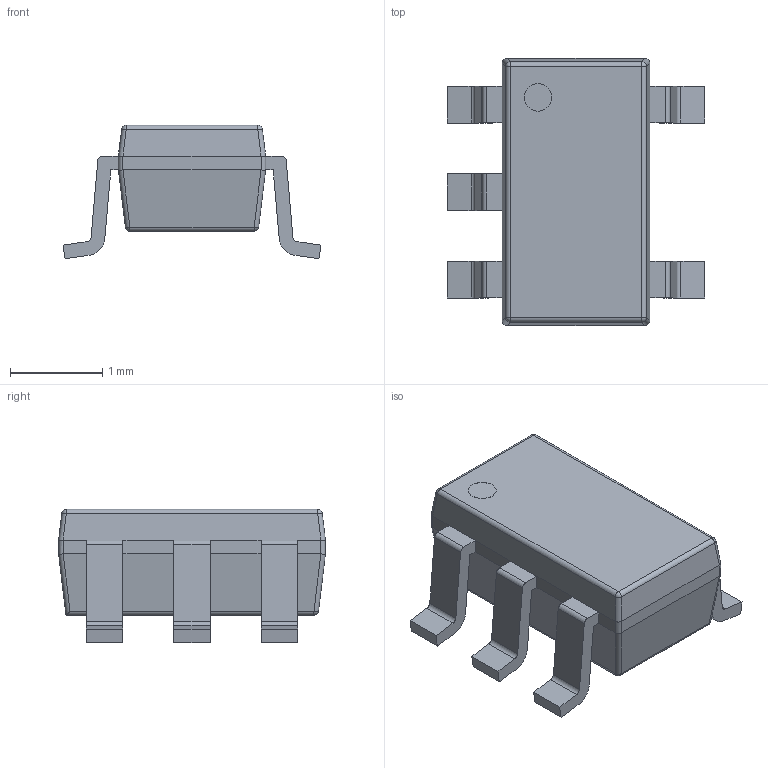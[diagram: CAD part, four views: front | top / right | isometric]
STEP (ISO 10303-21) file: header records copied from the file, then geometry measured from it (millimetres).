
FILE_DESCRIPTION(/* description */ (''),/* implementation_level */ '2;1');
FILE_NAME(/* name */ 'TI - SOT-23-5 - DBV.step',/* time_stamp */ '2020-07-27T22:15:23+01:00',/* author */ (''),/* organization */ (''),/* preprocessor_version */ 'ST-DEVELOPER v18.1',/* originating_system */ 'Autodesk Translation Framework v9.3.0.1241',/* authorisation */ '');
FILE_SCHEMA (('AUTOMOTIVE_DESIGN { 1 0 10303 214 3 1 1 }'));
Length unit declared in the file: millimetre
Products named in the file (1): TI - SOT-23-5 - DBV
Bounding box: 2.8 x 2.9 x 1.45 mm (x, y, z)
Volume: 5.4 mm3; surface area: 25.7 mm2
Topology: 1 solids, 1 shells, 106 faces, 271 edges, 168 vertices
Faces by surface type: plane 65, cylinder 35, sphere 6
Full cylindrical faces by diameter (mm): 0.3 x1
Entity records: 3279 total; most frequent: DIRECTION 563, CARTESIAN_POINT 546, ORIENTED_EDGE 542, EDGE_CURVE 271, LINE 193, VECTOR 193, AXIS2_PLACEMENT_3D 185, VERTEX_POINT 168
